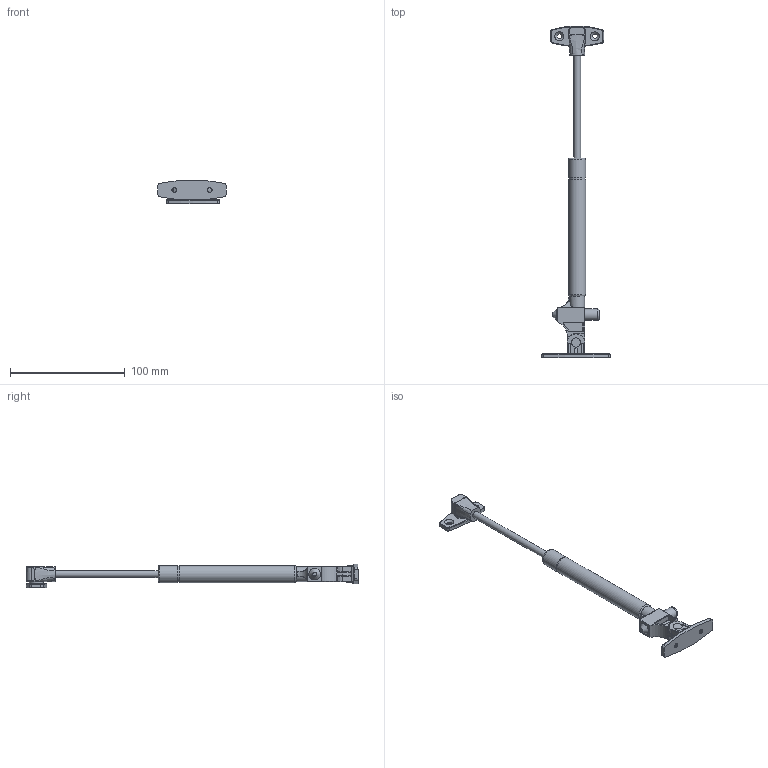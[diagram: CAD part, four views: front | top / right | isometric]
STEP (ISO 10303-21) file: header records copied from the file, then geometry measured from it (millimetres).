
FILE_DESCRIPTION(/* description */ (''),/* implementation_level */ '2;1');
FILE_NAME(/* name */ 'DR_GB-245-DP.stp',/* time_stamp */ '2018-07-04T09:37:06+09:00',/* author */ ('user'),/* organization */ (''),/* preprocessor_version */ 'ST-DEVELOPER v15.6',/* originating_system */ 'Autodesk Inventor 2015',/* authorisation */ '');
FILE_SCHEMA (('AUTOMOTIVE_DESIGN { 1 0 10303 214 3 1 1 }'));
Length unit declared in the file: millimetre
Products named in the file (6): DR_BRAKET1; DR_BRAKET2; DR_GB-245; DR_SOCET2; DR_SOKET1; DR_GB-245-DP
Bounding box: 59.5 x 289.5 x 20.65 mm (x, y, z)
Volume: 44051.4 mm3; surface area: 21105.5 mm2
Topology: 8 solids, 8 shells, 353 faces, 811 edges, 467 vertices
Faces by surface type: cylinder 118, plane 92, bspline 74, torus 51, sphere 12, cone 6
Full cylindrical faces by diameter (mm): 4 x2, 4.3 x2, 4.917 x2, 6 x4, 6.6 x1, 7.5 x1, 8 x3, 9.95 x1, 11 x1, 11.6 x1, 12 x1, 13 x1, 14 x1, 15 x2
Entity records: 13618 total; most frequent: CARTESIAN_POINT 6147, DIRECTION 1483, ORIENTED_EDGE 1482, EDGE_CURVE 741, AXIS2_PLACEMENT_3D 616, VERTEX_POINT 460, EDGE_LOOP 423, FACE_OUTER_BOUND 353
